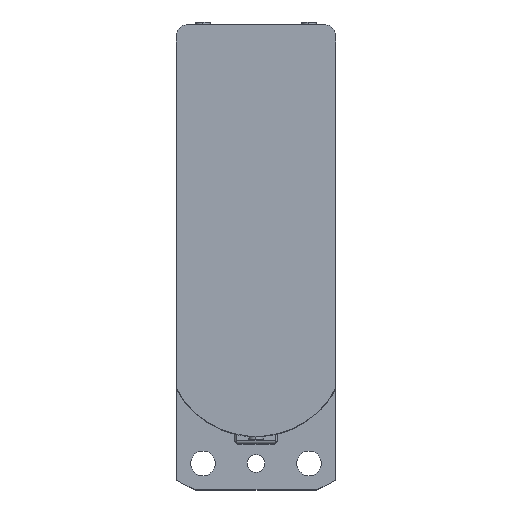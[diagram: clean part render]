
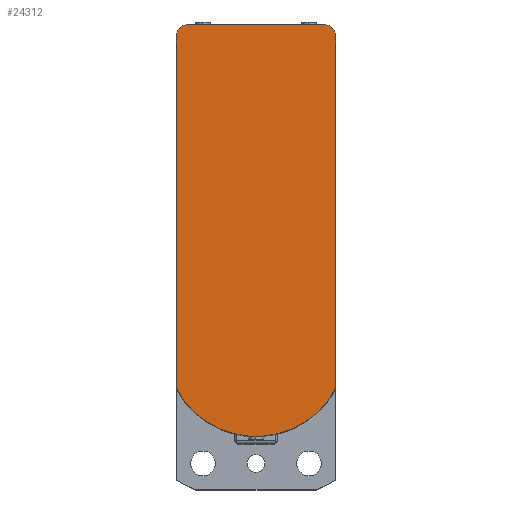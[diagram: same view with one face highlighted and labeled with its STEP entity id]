
A CAD part, top view. The second image highlights one B-rep face of the part: STEP entity #24312.
In plain terms, the highlighted planar face has unit normal (0, 0, 1).
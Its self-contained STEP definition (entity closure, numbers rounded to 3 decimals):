
#1890=LINE('',#39777,#3645);
#1895=LINE('',#39790,#3650);
#1898=LINE('',#39801,#3653);
#3645=VECTOR('',#32000,10.);
#3650=VECTOR('',#32013,10.);
#3653=VECTOR('',#32026,10.);
#4661=PLANE('',#26542);
#6166=FACE_OUTER_BOUND('',#7711,.T.);
#7711=EDGE_LOOP('',(#19292,#19293,#19294,#19295,#19296,#19297));
#9185=CIRCLE('',#26531,51.);
#9187=CIRCLE('',#26535,6.6);
#9190=CIRCLE('',#26540,6.6);
#11020=VERTEX_POINT('',#39730);
#11021=VERTEX_POINT('',#39732);
#11023=VERTEX_POINT('',#39775);
#11025=VERTEX_POINT('',#39781);
#11027=VERTEX_POINT('',#39788);
#11030=VERTEX_POINT('',#39796);
#13951=EDGE_CURVE('',#11021,#11020,#9185,.T.);
#13957=EDGE_CURVE('',#11020,#11023,#1890,.T.);
#13960=EDGE_CURVE('',#11023,#11025,#9187,.T.);
#13964=EDGE_CURVE('',#11025,#11027,#1895,.T.);
#13968=EDGE_CURVE('',#11027,#11030,#9190,.T.);
#13970=EDGE_CURVE('',#11030,#11021,#1898,.T.);
#19292=ORIENTED_EDGE('',*,*,#13951,.T.);
#19293=ORIENTED_EDGE('',*,*,#13957,.T.);
#19294=ORIENTED_EDGE('',*,*,#13960,.T.);
#19295=ORIENTED_EDGE('',*,*,#13964,.T.);
#19296=ORIENTED_EDGE('',*,*,#13968,.T.);
#19297=ORIENTED_EDGE('',*,*,#13970,.T.);
#24312=ADVANCED_FACE('',(#6166),#4661,.T.);
#26531=AXIS2_PLACEMENT_3D('',#39733,#31993,#31994);
#26535=AXIS2_PLACEMENT_3D('',#39783,#32006,#32007);
#26540=AXIS2_PLACEMENT_3D('',#39798,#32021,#32022);
#26542=AXIS2_PLACEMENT_3D('',#39802,#32027,#32028);
#31993=DIRECTION('center_axis',(0.,0.,
1.));
#31994=DIRECTION('ref_axis',(-0.882,-0.471,0.));
#32000=DIRECTION('',(0.,1.,0.));
#32006=DIRECTION('center_axis',(0.,0.,
1.));
#32007=DIRECTION('ref_axis',(1.,0.,0.));
#32013=DIRECTION('',(-1.,0.,0.));
#32021=DIRECTION('center_axis',(0.,0.,
1.));
#32022=DIRECTION('ref_axis',(0.,1.,0.));
#32026=DIRECTION('',(0.,-1.,0.));
#32027=DIRECTION('center_axis',(0.,0.,
1.));
#32028=DIRECTION('ref_axis',(0.,-1.,0.));
#39730=CARTESIAN_POINT('',(45.,-24.,740.));
#39732=CARTESIAN_POINT('',(-45.,-24.,740.));
#39733=CARTESIAN_POINT('Origin',(0.,0.,
740.));
#39775=CARTESIAN_POINT('',(45.,175.4,740.));
#39777=CARTESIAN_POINT('',(45.,-24.,740.));
#39781=CARTESIAN_POINT('',(38.4,182.,740.));
#39783=CARTESIAN_POINT('Origin',(38.4,175.4,740.));
#39788=CARTESIAN_POINT('',(-38.4,182.,740.));
#39790=CARTESIAN_POINT('',(38.4,182.,740.));
#39796=CARTESIAN_POINT('',(-45.,175.4,740.));
#39798=CARTESIAN_POINT('Origin',(-38.4,175.4,740.));
#39801=CARTESIAN_POINT('',(-45.,175.4,740.));
#39802=CARTESIAN_POINT('Origin',(0.,75.836,
740.));
